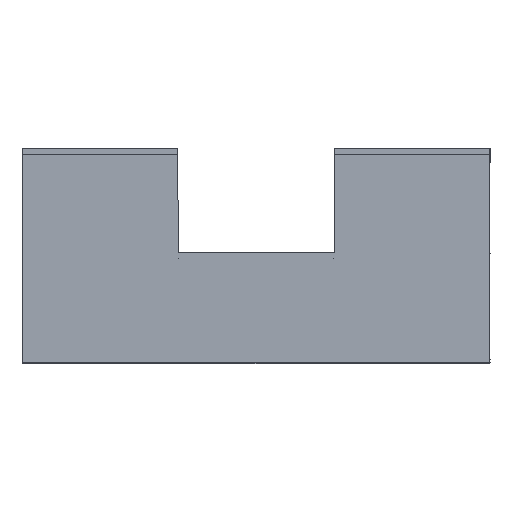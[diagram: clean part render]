
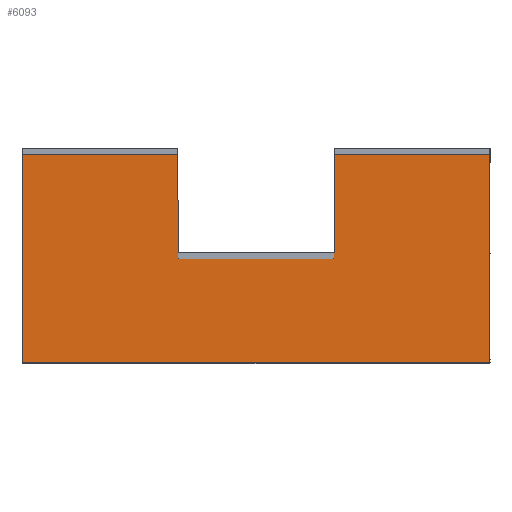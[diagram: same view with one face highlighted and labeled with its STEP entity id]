
A CAD part, top view. The second image highlights one B-rep face of the part: STEP entity #6093.
In plain terms, the highlighted planar face has unit normal (0, 0, 1).
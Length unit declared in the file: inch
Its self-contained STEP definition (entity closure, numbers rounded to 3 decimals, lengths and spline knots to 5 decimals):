
#341 = CARTESIAN_POINT ( 'NONE',  ( 21.75, 23.06936, 26.28326 ) ) ;
#500 = CARTESIAN_POINT ( 'NONE',  ( -26.25, 23.06936, 26.28326 ) ) ;
#787 = CARTESIAN_POINT ( 'NONE',  ( -26.125, 7.93181, 26.28326 ) ) ;
#931 = DIRECTION ( 'NONE',  ( 0., -1., 0. ) ) ;
#979 = LINE ( 'NONE', #787, #8916 ) ;
#1085 = CARTESIAN_POINT ( 'NONE',  ( 21.875, 23.06936, 26.28326 ) ) ;
#1097 = ORIENTED_EDGE ( 'NONE', *, *, #1367, .F. ) ;
#1330 = DIRECTION ( 'NONE',  ( 0., 0., -1. ) ) ;
#1367 = EDGE_CURVE ( 'NONE', #6057, #6558, #2334, .T. ) ;
#1387 = LINE ( 'NONE', #2336, #4624 ) ;
#1450 = CARTESIAN_POINT ( 'NONE',  ( 21.75, 22.94436, 26.28326 ) ) ;
#1567 = VERTEX_POINT ( 'NONE', #11566 ) ;
#1625 = EDGE_CURVE ( 'NONE', #6688, #11065, #11754, .T. ) ;
#1640 = EDGE_CURVE ( 'NONE', #2852, #6057, #9785, .T. ) ;
#1714 = AXIS2_PLACEMENT_3D ( 'NONE', #5213, #8183, #4183 ) ;
#1753 = VERTEX_POINT ( 'NONE', #3192 ) ;
#1779 = EDGE_CURVE ( 'NONE', #4760, #4054, #12076, .T. ) ;
#1900 = AXIS2_PLACEMENT_3D ( 'NONE', #1450, #8209, #11154 ) ;
#1986 = EDGE_CURVE ( 'NONE', #6558, #2632, #3578, .T. ) ;
#2041 = CARTESIAN_POINT ( 'NONE',  ( -50.125, 23.06936, 26.28326 ) ) ;
#2122 = VERTEX_POINT ( 'NONE', #4083 ) ;
#2217 = VERTEX_POINT ( 'NONE', #10454 ) ;
#2334 = CIRCLE ( 'NONE', #1714, 0.125 ) ;
#2336 = CARTESIAN_POINT ( 'NONE',  ( -26.125, -8.99314, 26.28326 ) ) ;
#2424 = DIRECTION ( 'NONE',  ( 0., 1., 0. ) ) ;
#2632 = VERTEX_POINT ( 'NONE', #6166 ) ;
#2715 = CARTESIAN_POINT ( 'NONE',  ( -26.125, 22.94436, 26.28326 ) ) ;
#2731 = DIRECTION ( 'NONE',  ( -1., 0., 0. ) ) ;
#2852 = VERTEX_POINT ( 'NONE', #3061 ) ;
#3013 = CARTESIAN_POINT ( 'NONE',  ( -26.125, 6.99431, 26.28326 ) ) ;
#3058 = DIRECTION ( 'NONE',  ( -1., 0., 0. ) ) ;
#3061 = CARTESIAN_POINT ( 'NONE',  ( -50., 23.06936, 26.28326 ) ) ;
#3192 = CARTESIAN_POINT ( 'NONE',  ( -2.125, 22.94436, 26.28326 ) ) ;
#3203 = ORIENTED_EDGE ( 'NONE', *, *, #5069, .T. ) ;
#3404 = ORIENTED_EDGE ( 'NONE', *, *, #1640, .F. ) ;
#3423 = CARTESIAN_POINT ( 'NONE',  ( -2.125, -8.99314, 26.28326 ) ) ;
#3578 = LINE ( 'NONE', #3694, #5617 ) ;
#3694 = CARTESIAN_POINT ( 'NONE',  ( -26.125, -8.99314, 26.28326 ) ) ;
#3823 = CARTESIAN_POINT ( 'NONE',  ( 21.875, 22.94436, 26.28326 ) ) ;
#4054 = VERTEX_POINT ( 'NONE', #3013 ) ;
#4083 = CARTESIAN_POINT ( 'NONE',  ( -50.125, 22.94436, 26.28326 ) ) ;
#4183 = DIRECTION ( 'NONE',  ( 1., 0., 0. ) ) ;
#4422 = EDGE_CURVE ( 'NONE', #2122, #2852, #5949, .T. ) ;
#4585 = VECTOR ( 'NONE', #931, 39.37008 ) ;
#4624 = VECTOR ( 'NONE', #6119, 39.37008 ) ;
#4667 = DIRECTION ( 'NONE',  ( 0., 0., -1. ) ) ;
#4760 = VERTEX_POINT ( 'NONE', #8285 ) ;
#4842 = LINE ( 'NONE', #5801, #4585 ) ;
#5069 = EDGE_CURVE ( 'NONE', #11065, #1753, #8863, .T. ) ;
#5213 = CARTESIAN_POINT ( 'NONE',  ( -26.25, 22.94436, 26.28326 ) ) ;
#5276 = DIRECTION ( 'NONE',  ( 0., 1., 0. ) ) ;
#5394 = VECTOR ( 'NONE', #5276, 39.37008 ) ;
#5617 = VECTOR ( 'NONE', #7505, 39.37008 ) ;
#5773 = AXIS2_PLACEMENT_3D ( 'NONE', #6262, #7998, #11919 ) ;
#5801 = CARTESIAN_POINT ( 'NONE',  ( -2.125, 7.93181, 26.28326 ) ) ;
#5949 = CIRCLE ( 'NONE', #6147, 0.125 ) ;
#6057 = VERTEX_POINT ( 'NONE', #500 ) ;
#6084 = LINE ( 'NONE', #11240, #11783 ) ;
#6093 = ADVANCED_FACE ( 'NONE', ( #6587 ), #10531, .F. ) ;
#6119 = DIRECTION ( 'NONE',  ( 1., 0., 0. ) ) ;
#6147 = AXIS2_PLACEMENT_3D ( 'NONE', #6389, #1330, #11157 ) ;
#6166 = CARTESIAN_POINT ( 'NONE',  ( -26.125, 7.93181, 26.28326 ) ) ;
#6262 = CARTESIAN_POINT ( 'NONE',  ( -2., 22.94436, 26.28326 ) ) ;
#6355 = AXIS2_PLACEMENT_3D ( 'NONE', #10605, #4667, #2731 ) ;
#6389 = CARTESIAN_POINT ( 'NONE',  ( -50., 22.94436, 26.28326 ) ) ;
#6419 = CARTESIAN_POINT ( 'NONE',  ( -50.125, -8.99314, 26.28326 ) ) ;
#6557 = EDGE_CURVE ( 'NONE', #2217, #4760, #4842, .T. ) ;
#6558 = VERTEX_POINT ( 'NONE', #2715 ) ;
#6587 = FACE_OUTER_BOUND ( 'NONE', #11226, .T. ) ;
#6688 = VERTEX_POINT ( 'NONE', #341 ) ;
#6831 = ORIENTED_EDGE ( 'NONE', *, *, #10663, .T. ) ;
#7013 = EDGE_CURVE ( 'NONE', #2632, #4054, #979, .T. ) ;
#7144 = ORIENTED_EDGE ( 'NONE', *, *, #7013, .F. ) ;
#7184 = CARTESIAN_POINT ( 'NONE',  ( -2., 23.06936, 26.28326 ) ) ;
#7323 = ORIENTED_EDGE ( 'NONE', *, *, #1986, .F. ) ;
#7411 = LINE ( 'NONE', #3423, #11821 ) ;
#7505 = DIRECTION ( 'NONE',  ( 0., -1., 0. ) ) ;
#7511 = EDGE_CURVE ( 'NONE', #11674, #6688, #11546, .T. ) ;
#7998 = DIRECTION ( 'NONE',  ( 0., 0., 1. ) ) ;
#8183 = DIRECTION ( 'NONE',  ( 0., 0., -1. ) ) ;
#8209 = DIRECTION ( 'NONE',  ( 0., 0., 1. ) ) ;
#8285 = CARTESIAN_POINT ( 'NONE',  ( -2.125, 6.99431, 26.28326 ) ) ;
#8406 = ORIENTED_EDGE ( 'NONE', *, *, #4422, .F. ) ;
#8511 = VECTOR ( 'NONE', #3058, 39.37008 ) ;
#8827 = EDGE_CURVE ( 'NONE', #10584, #11674, #6084, .T. ) ;
#8863 = CIRCLE ( 'NONE', #5773, 0.125 ) ;
#8916 = VECTOR ( 'NONE', #11645, 39.37008 ) ;
#9007 = DIRECTION ( 'NONE',  ( 1., 0., 0. ) ) ;
#9133 = DIRECTION ( 'NONE',  ( -1., 0., 0. ) ) ;
#9384 = ORIENTED_EDGE ( 'NONE', *, *, #7511, .T. ) ;
#9613 = ORIENTED_EDGE ( 'NONE', *, *, #1779, .T. ) ;
#9658 = DIRECTION ( 'NONE',  ( 0., -1., 0. ) ) ;
#9785 = LINE ( 'NONE', #2041, #10156 ) ;
#9997 = ORIENTED_EDGE ( 'NONE', *, *, #1625, .T. ) ;
#10048 = ORIENTED_EDGE ( 'NONE', *, *, #12474, .F. ) ;
#10156 = VECTOR ( 'NONE', #9007, 39.37008 ) ;
#10454 = CARTESIAN_POINT ( 'NONE',  ( -2.125, 7.93181, 26.28326 ) ) ;
#10531 = PLANE ( 'NONE',  #6355 ) ;
#10584 = VERTEX_POINT ( 'NONE', #12710 ) ;
#10605 = CARTESIAN_POINT ( 'NONE',  ( -26.125, -8.99314, 26.28326 ) ) ;
#10663 = EDGE_CURVE ( 'NONE', #1567, #10584, #1387, .T. ) ;
#10776 = VECTOR ( 'NONE', #9133, 39.37008 ) ;
#10804 = EDGE_CURVE ( 'NONE', #1753, #2217, #7411, .T. ) ;
#11053 = CARTESIAN_POINT ( 'NONE',  ( -14.125, 6.99431, 26.28326 ) ) ;
#11065 = VERTEX_POINT ( 'NONE', #7184 ) ;
#11154 = DIRECTION ( 'NONE',  ( -1., 0., 0. ) ) ;
#11157 = DIRECTION ( 'NONE',  ( 1., 0., 0. ) ) ;
#11226 = EDGE_LOOP ( 'NONE', ( #9613, #7144, #7323, #1097, #3404, #8406, #10048, #6831, #11963, #9384, #9997, #3203, #12131, #12153 ) ) ;
#11240 = CARTESIAN_POINT ( 'NONE',  ( 21.875, -8.99314, 26.28326 ) ) ;
#11381 = LINE ( 'NONE', #6419, #5394 ) ;
#11546 = CIRCLE ( 'NONE', #1900, 0.125 ) ;
#11566 = CARTESIAN_POINT ( 'NONE',  ( -50.125, -8.99314, 26.28326 ) ) ;
#11645 = DIRECTION ( 'NONE',  ( 0., -1., 0. ) ) ;
#11674 = VERTEX_POINT ( 'NONE', #3823 ) ;
#11754 = LINE ( 'NONE', #1085, #8511 ) ;
#11783 = VECTOR ( 'NONE', #2424, 39.37008 ) ;
#11821 = VECTOR ( 'NONE', #9658, 39.37008 ) ;
#11919 = DIRECTION ( 'NONE',  ( -1., 0., 0. ) ) ;
#11963 = ORIENTED_EDGE ( 'NONE', *, *, #8827, .T. ) ;
#12076 = LINE ( 'NONE', #11053, #10776 ) ;
#12131 = ORIENTED_EDGE ( 'NONE', *, *, #10804, .T. ) ;
#12153 = ORIENTED_EDGE ( 'NONE', *, *, #6557, .T. ) ;
#12474 = EDGE_CURVE ( 'NONE', #1567, #2122, #11381, .T. ) ;
#12710 = CARTESIAN_POINT ( 'NONE',  ( 21.875, -8.99314, 26.28326 ) ) ;
